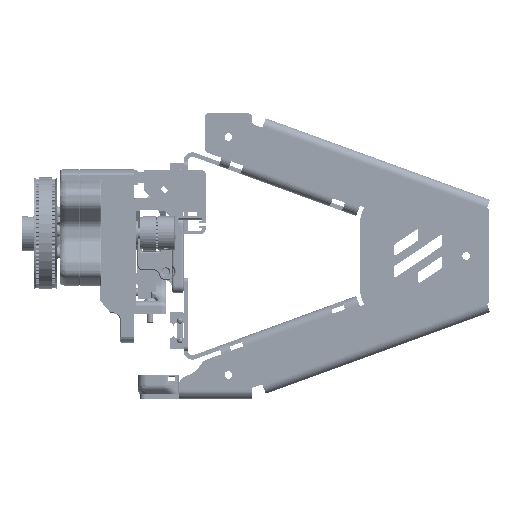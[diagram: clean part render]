
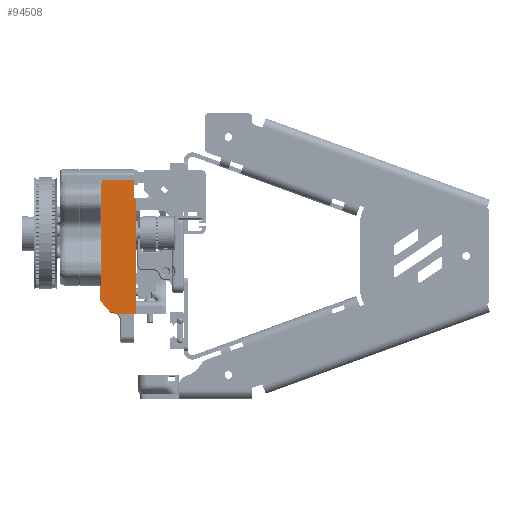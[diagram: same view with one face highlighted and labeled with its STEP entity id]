
A CAD part, front view. The second image highlights one B-rep face of the part: STEP entity #94508.
In plain terms, the highlighted face is planar.
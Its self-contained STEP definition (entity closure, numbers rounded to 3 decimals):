
#1696=PLANE('',#100665);
#4012=B_SPLINE_CURVE_WITH_KNOTS('',3,(#148541,#148542,#148543,#148544,#148545,
#148546),.UNSPECIFIED.,.F.,.F.,(4,2,4),(0.253,0.291,
0.35),.UNSPECIFIED.);
#4014=B_SPLINE_CURVE_WITH_KNOTS('',3,(#148642,#148643,#148644,#148645),
 .UNSPECIFIED.,.F.,.F.,(4,4),(0.,0.002),.UNSPECIFIED.);
#4015=B_SPLINE_CURVE_WITH_KNOTS('',3,(#148646,#148647,#148648,#148649,#148650,
#148651,#148652,#148653,#148654,#148655,#148656,#148657,#148658,#148659,
#148660,#148661,#148662,#148663),.UNSPECIFIED.,.F.,.F.,(4,2,2,2,2,2,2,2,
4),(0.,0.024,0.049,0.054,
0.093,0.131,0.158,0.182,
0.185),.UNSPECIFIED.);
#7106=FACE_OUTER_BOUND('',#12282,.T.);
#12282=EDGE_LOOP('',(#68418,#68419,#68420,#68421,#68422,#68423,#68424,#68425,
#68426,#68427,#68428,#68429,#68430,#68431,#68432,#68433,#68434));
#17892=LINE('',#147726,#26566);
#17971=LINE('',#148055,#26645);
#18074=LINE('',#148467,#26748);
#18098=LINE('',#148524,#26772);
#18101=LINE('',#148528,#26775);
#18103=LINE('',#148534,#26777);
#18104=LINE('',#148538,#26778);
#18105=LINE('',#148551,#26779);
#18106=LINE('',#148604,#26780);
#18107=LINE('',#148605,#26781);
#18110=LINE('',#148671,#26784);
#18111=LINE('',#148674,#26785);
#18112=LINE('',#148675,#26786);
#26566=VECTOR('',#113597,10.);
#26645=VECTOR('',#113772,10.);
#26748=VECTOR('',#114273,10.);
#26772=VECTOR('',#114347,10.);
#26775=VECTOR('',#114352,10.);
#26777=VECTOR('',#114360,10.);
#26778=VECTOR('',#114365,10.);
#26779=VECTOR('',#114372,10.);
#26780=VECTOR('',#114377,10.);
#26781=VECTOR('',#114378,10.);
#26784=VECTOR('',#114387,10.);
#26785=VECTOR('',#114390,10.);
#26786=VECTOR('',#114391,10.);
#34783=CIRCLE('',#100653,1.);
#40778=VERTEX_POINT('',#147723);
#40779=VERTEX_POINT('',#147725);
#40858=VERTEX_POINT('',#148052);
#40859=VERTEX_POINT('',#148054);
#40942=VERTEX_POINT('',#148377);
#40964=VERTEX_POINT('',#148461);
#40968=VERTEX_POINT('',#148522);
#40969=VERTEX_POINT('',#148523);
#40970=VERTEX_POINT('',#148530);
#40971=VERTEX_POINT('',#148536);
#40972=VERTEX_POINT('',#148540);
#40973=VERTEX_POINT('',#148549);
#40974=VERTEX_POINT('',#148550);
#40975=VERTEX_POINT('',#148554);
#40976=VERTEX_POINT('',#148641);
#40978=VERTEX_POINT('',#148669);
#40979=VERTEX_POINT('',#148673);
#50970=EDGE_CURVE('',#40779,#40778,#17892,.T.);
#51079=EDGE_CURVE('',#40858,#40859,#17971,.T.);
#51283=EDGE_CURVE('',#40964,#40778,#18074,.T.);
#51309=EDGE_CURVE('',#40968,#40969,#18098,.F.);
#51312=EDGE_CURVE('',#40858,#40968,#18101,.T.);
#51313=EDGE_CURVE('',#40859,#40970,#34783,.T.);
#51315=EDGE_CURVE('',#40942,#40970,#18103,.F.);
#51317=EDGE_CURVE('',#40942,#40971,#18104,.T.);
#51318=EDGE_CURVE('',#40971,#40972,#4012,.F.);
#51320=EDGE_CURVE('',#40973,#40974,#18105,.F.);
#51323=EDGE_CURVE('',#40974,#40972,#18106,.T.);
#51324=EDGE_CURVE('',#40975,#40973,#18107,.T.);
#51325=EDGE_CURVE('',#40964,#40976,#4014,.T.);
#51326=EDGE_CURVE('',#40976,#40975,#4015,.T.);
#51330=EDGE_CURVE('',#40969,#40978,#18110,.F.);
#51331=EDGE_CURVE('',#40978,#40979,#18111,.T.);
#51332=EDGE_CURVE('',#40979,#40779,#18112,.F.);
#68418=ORIENTED_EDGE('',*,*,#51323,.T.);
#68419=ORIENTED_EDGE('',*,*,#51318,.F.);
#68420=ORIENTED_EDGE('',*,*,#51317,.F.);
#68421=ORIENTED_EDGE('',*,*,#51315,.T.);
#68422=ORIENTED_EDGE('',*,*,#51313,.F.);
#68423=ORIENTED_EDGE('',*,*,#51079,.F.);
#68424=ORIENTED_EDGE('',*,*,#51312,.T.);
#68425=ORIENTED_EDGE('',*,*,#51309,.T.);
#68426=ORIENTED_EDGE('',*,*,#51330,.T.);
#68427=ORIENTED_EDGE('',*,*,#51331,.T.);
#68428=ORIENTED_EDGE('',*,*,#51332,.T.);
#68429=ORIENTED_EDGE('',*,*,#50970,.T.);
#68430=ORIENTED_EDGE('',*,*,#51283,.F.);
#68431=ORIENTED_EDGE('',*,*,#51325,.T.);
#68432=ORIENTED_EDGE('',*,*,#51326,.T.);
#68433=ORIENTED_EDGE('',*,*,#51324,.T.);
#68434=ORIENTED_EDGE('',*,*,#51320,.T.);
#94508=ADVANCED_FACE('',(#7106),#1696,.T.);
#100653=AXIS2_PLACEMENT_3D('',#148531,#114355,#114356);
#100665=AXIS2_PLACEMENT_3D('',#148672,#114388,#114389);
#113597=DIRECTION('',(-1.,0.,0.));
#113772=DIRECTION('',(-0.762,0.648,0.));
#114273=DIRECTION('',(0.,-1.,0.));
#114347=DIRECTION('',(-1.,0.,0.));
#114352=DIRECTION('',(0.16,-0.987,0.));
#114355=DIRECTION('center_axis',(0.,0.,
1.));
#114356=DIRECTION('ref_axis',(0.345,0.938,0.));
#114360=DIRECTION('',(-1.,0.,0.));
#114365=DIRECTION('',(0.,-1.,0.));
#114372=DIRECTION('',(-1.,0.,0.));
#114377=DIRECTION('',(1.,0.,0.));
#114378=DIRECTION('',(1.,0.,0.));
#114387=DIRECTION('',(0.,1.,0.));
#114388=DIRECTION('center_axis',(0.,0.,
-1.));
#114389=DIRECTION('ref_axis',(-1.,0.,0.));
#114390=DIRECTION('',(-1.,0.,0.));
#114391=DIRECTION('',(0.,-1.,0.));
#147723=CARTESIAN_POINT('',(24.895,155.85,-147.421));
#147725=CARTESIAN_POINT('',(33.592,155.85,-147.421));
#147726=CARTESIAN_POINT('',(30.395,155.85,-147.421));
#148052=CARTESIAN_POINT('',(85.839,166.915,-147.421));
#148054=CARTESIAN_POINT('',(80.79,171.212,-147.421));
#148055=CARTESIAN_POINT('',(75.757,175.495,-147.421));
#148377=CARTESIAN_POINT('',(74.247,171.45,-147.421));
#148461=CARTESIAN_POINT('',(24.895,170.775,-147.421));
#148467=CARTESIAN_POINT('',(24.895,166.448,-147.421));
#148522=CARTESIAN_POINT('',(86.186,164.77,-147.421));
#148523=CARTESIAN_POINT('',(86.592,164.77,-147.421));
#148524=CARTESIAN_POINT('',(60.592,164.77,-147.421));
#148528=CARTESIAN_POINT('',(82.054,190.281,-147.421));
#148530=CARTESIAN_POINT('',(80.142,171.45,-147.421));
#148531=CARTESIAN_POINT('Origin',(80.142,170.45,-147.421));
#148534=CARTESIAN_POINT('',(47.75,171.45,-147.421));
#148536=CARTESIAN_POINT('',(74.247,171.45,-147.421));
#148538=CARTESIAN_POINT('',(74.247,158.901,-147.421));
#148540=CARTESIAN_POINT('',(73.381,170.95,-147.421));
#148541=CARTESIAN_POINT('Ctrl Pts',(73.381,170.95,-147.421));
#148542=CARTESIAN_POINT('Ctrl Pts',(73.509,170.95,-147.421));
#148543=CARTESIAN_POINT('Ctrl Pts',(73.655,170.994,-147.421));
#148544=CARTESIAN_POINT('Ctrl Pts',(73.94,171.148,-147.421));
#148545=CARTESIAN_POINT('Ctrl Pts',(74.109,171.311,-147.421));
#148546=CARTESIAN_POINT('Ctrl Pts',(74.247,171.45,-147.421));
#148549=CARTESIAN_POINT('',(46.171,170.95,-147.421));
#148550=CARTESIAN_POINT('',(52.709,170.95,-147.421));
#148551=CARTESIAN_POINT('',(47.75,170.95,-147.421));
#148554=CARTESIAN_POINT('',(26.482,170.95,-147.421));
#148604=CARTESIAN_POINT('',(53.543,170.95,-147.421));
#148605=CARTESIAN_POINT('',(45.241,170.95,-147.421));
#148641=CARTESIAN_POINT('',(24.895,170.796,-147.421));
#148642=CARTESIAN_POINT('Ctrl Pts',(24.895,170.775,-147.421));
#148643=CARTESIAN_POINT('Ctrl Pts',(24.895,170.782,-147.421));
#148644=CARTESIAN_POINT('Ctrl Pts',(24.895,170.789,-147.421));
#148645=CARTESIAN_POINT('Ctrl Pts',(24.895,170.796,-147.421));
#148646=CARTESIAN_POINT('Ctrl Pts',(24.895,170.796,-147.421));
#148647=CARTESIAN_POINT('Ctrl Pts',(24.949,170.735,-147.421));
#148648=CARTESIAN_POINT('Ctrl Pts',(25.011,170.68,-147.421));
#148649=CARTESIAN_POINT('Ctrl Pts',(25.145,170.588,-147.421));
#148650=CARTESIAN_POINT('Ctrl Pts',(25.218,170.551,-147.421));
#148651=CARTESIAN_POINT('Ctrl Pts',(25.312,170.518,-147.421));
#148652=CARTESIAN_POINT('Ctrl Pts',(25.328,170.512,-147.421));
#148653=CARTESIAN_POINT('Ctrl Pts',(25.469,170.47,-147.421));
#148654=CARTESIAN_POINT('Ctrl Pts',(25.6,170.457,-147.421));
#148655=CARTESIAN_POINT('Ctrl Pts',(25.857,170.481,-147.421));
#148656=CARTESIAN_POINT('Ctrl Pts',(25.979,170.517,-147.421));
#148657=CARTESIAN_POINT('Ctrl Pts',(26.173,170.62,-147.421));
#148658=CARTESIAN_POINT('Ctrl Pts',(26.247,170.674,-147.421));
#148659=CARTESIAN_POINT('Ctrl Pts',(26.372,170.792,-147.421));
#148660=CARTESIAN_POINT('Ctrl Pts',(26.424,170.855,-147.421));
#148661=CARTESIAN_POINT('Ctrl Pts',(26.472,170.932,-147.421));
#148662=CARTESIAN_POINT('Ctrl Pts',(26.477,170.941,-147.421));
#148663=CARTESIAN_POINT('Ctrl Pts',(26.483,170.949,-147.421));
#148669=CARTESIAN_POINT('',(86.592,154.7,-147.421));
#148671=CARTESIAN_POINT('',(86.592,169.887,-147.421));
#148672=CARTESIAN_POINT('Origin',(47.,157.208,-147.421));
#148673=CARTESIAN_POINT('',(33.592,154.7,-147.421));
#148674=CARTESIAN_POINT('',(53.796,154.7,-147.421));
#148675=CARTESIAN_POINT('',(33.592,169.387,-147.421));
